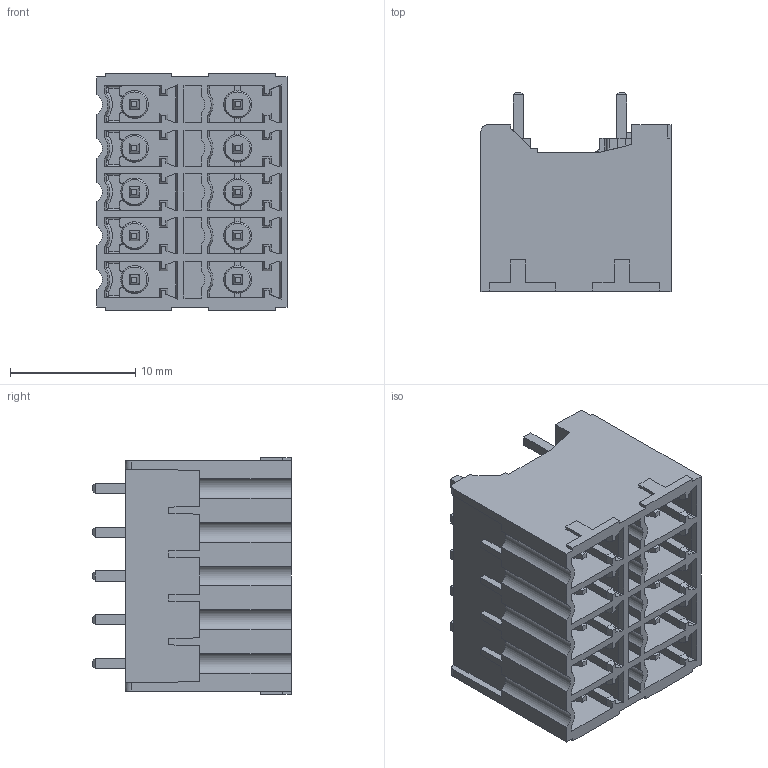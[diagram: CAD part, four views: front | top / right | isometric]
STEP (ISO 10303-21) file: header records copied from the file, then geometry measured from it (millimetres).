
FILE_DESCRIPTION((''),'2;1');
FILE_NAME('TL015G6XXX-V0_0','2019-05-31T',('yanfa'),(''),'PRO/ENGINEER BY PARAMETRIC TECHNOLOGY CORPORATION, 2013240','PRO/ENGINEER BY PARAMETRIC TECHNOLOGY CORPORATION, 2013240','');
FILE_SCHEMA(('CONFIG_CONTROL_DESIGN'));
Length unit declared in the file: millimetre
Products named in the file (1): TL015G6XXX-V0_0
Bounding box: 15.2 x 15.9 x 18.9 mm (x, y, z)
Volume: 2211.5 mm3; surface area: 3610.4 mm2
Topology: 1 solids, 1 shells, 1037 faces, 2800 edges, 1800 vertices
Faces by surface type: plane 835, cylinder 112, cone 75, bspline 10, torus 5
Entity records: 32627 total; most frequent: CARTESIAN_POINT 6869, ORIENTED_EDGE 5600, DIRECTION 4884, EDGE_CURVE 2800, VECTOR 2356, LINE 2356, VERTEX_POINT 1800, AXIS2_PLACEMENT_3D 1264
